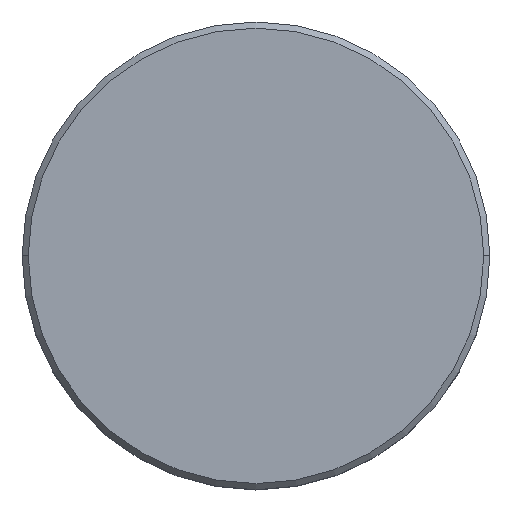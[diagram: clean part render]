
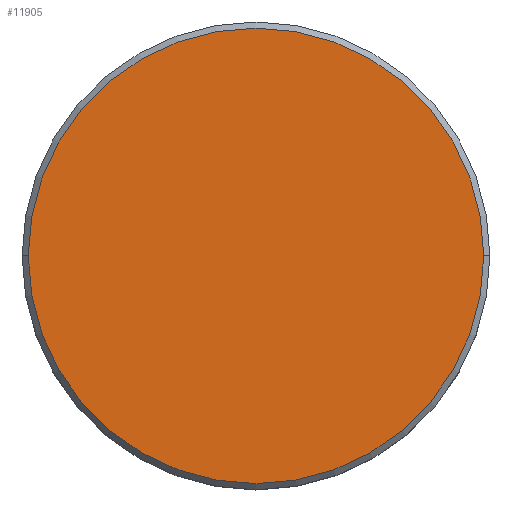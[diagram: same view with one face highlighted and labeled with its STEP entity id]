
A CAD part, top view. The second image highlights one B-rep face of the part: STEP entity #11905.
In plain terms, the highlighted planar face has unit normal (0, 0, 1).
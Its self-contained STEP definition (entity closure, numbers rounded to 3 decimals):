
#135 = AXIS2_PLACEMENT_3D ( 'NONE', #9296, #3622, #10246 ) ;
#2569 = PLANE ( 'NONE',  #8980 ) ;
#3269 = CARTESIAN_POINT ( 'NONE',  ( 9.25, 0., 3. ) ) ;
#3513 = DIRECTION ( 'NONE',  ( 1., 0., 0. ) ) ;
#3622 = DIRECTION ( 'NONE',  ( 0., 0., 1. ) ) ;
#4052 = AXIS2_PLACEMENT_3D ( 'NONE', #10422, #4769, #11379 ) ;
#4187 = ORIENTED_EDGE ( 'NONE', *, *, #7702, .T. ) ;
#4756 = CIRCLE ( 'NONE', #135, 9.25 ) ;
#4769 = DIRECTION ( 'NONE',  ( 0., 0., 1. ) ) ;
#6620 = VERTEX_POINT ( 'NONE', #11143 ) ;
#7702 = EDGE_CURVE ( 'NONE', #10423, #6620, #10180, .T. ) ;
#8106 = ORIENTED_EDGE ( 'NONE', *, *, #11468, .T. ) ;
#8980 = AXIS2_PLACEMENT_3D ( 'NONE', #11986, #9191, #3513 ) ;
#9191 = DIRECTION ( 'NONE',  ( 0., 0., 1. ) ) ;
#9296 = CARTESIAN_POINT ( 'NONE',  ( 0., 0., 3. ) ) ;
#9925 = FACE_OUTER_BOUND ( 'NONE', #10860, .T. ) ;
#10180 = CIRCLE ( 'NONE', #4052, 9.25 ) ;
#10246 = DIRECTION ( 'NONE',  ( 1., 0., 0. ) ) ;
#10422 = CARTESIAN_POINT ( 'NONE',  ( 0., 0., 3. ) ) ;
#10423 = VERTEX_POINT ( 'NONE', #3269 ) ;
#10860 = EDGE_LOOP ( 'NONE', ( #8106, #4187 ) ) ;
#11143 = CARTESIAN_POINT ( 'NONE',  ( -9.25, 0., 3. ) ) ;
#11379 = DIRECTION ( 'NONE',  ( 1., 0., 0. ) ) ;
#11468 = EDGE_CURVE ( 'NONE', #6620, #10423, #4756, .T. ) ;
#11905 = ADVANCED_FACE ( 'NONE', ( #9925 ), #2569, .T. ) ;
#11986 = CARTESIAN_POINT ( 'NONE',  ( 0., 0., 3. ) ) ;
